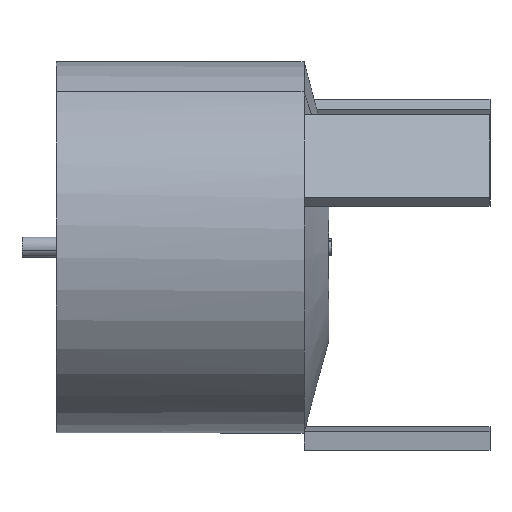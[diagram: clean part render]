
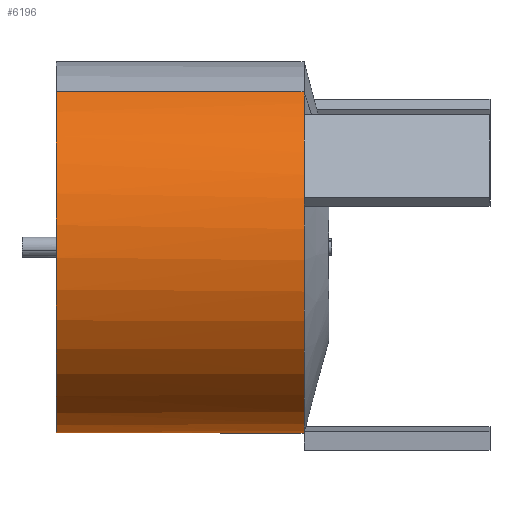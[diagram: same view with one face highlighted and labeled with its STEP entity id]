
A CAD part, left-side view. The second image highlights one B-rep face of the part: STEP entity #6196.
In plain terms, the highlighted cylindrical face has radius 599.437 mm (diameter 1198.87 mm), a partial arc.
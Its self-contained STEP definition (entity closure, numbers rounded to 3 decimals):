
#63 = CARTESIAN_POINT ( 'NONE',  ( 80.234, 0., 0. ) ) ;
#184 = DIRECTION ( 'NONE',  ( 0., -1., 0. ) ) ;
#335 = EDGE_CURVE ( 'NONE', #8502, #596, #3329, .T. ) ;
#409 = ORIENTED_EDGE ( 'NONE', *, *, #2220, .F. ) ;
#574 = VERTEX_POINT ( 'NONE', #5523 ) ;
#596 = VERTEX_POINT ( 'NONE', #925 ) ;
#925 = CARTESIAN_POINT ( 'NONE',  ( 80.234, 599.437, 0. ) ) ;
#1362 = CIRCLE ( 'NONE', #5029, 599.437 ) ;
#1554 = CARTESIAN_POINT ( 'NONE',  ( 0., 0., 0. ) ) ;
#1890 = CARTESIAN_POINT ( 'NONE',  ( 80.234, 0., 0. ) ) ;
#2220 = EDGE_CURVE ( 'NONE', #13937, #8640, #12604, .T. ) ;
#2324 = DIRECTION ( 'NONE',  ( 0., -1., 0. ) ) ;
#2343 = AXIS2_PLACEMENT_3D ( 'NONE', #18356, #18262, #11121 ) ;
#2400 = DIRECTION ( 'NONE',  ( -1., 0., 0. ) ) ;
#2422 = AXIS2_PLACEMENT_3D ( 'NONE', #10091, #2400, #4206 ) ;
#3329 = LINE ( 'NONE', #9290, #8244 ) ;
#3782 = CARTESIAN_POINT ( 'NONE',  ( 80.234, 448.766, -397.409 ) ) ;
#4199 = VECTOR ( 'NONE', #18778, 1000. ) ;
#4206 = DIRECTION ( 'NONE',  ( 0., -1., 0. ) ) ;
#4476 = DIRECTION ( 'NONE',  ( 0., -1., 0. ) ) ;
#4914 = CARTESIAN_POINT ( 'NONE',  ( 880.234, 0., 0. ) ) ;
#5029 = AXIS2_PLACEMENT_3D ( 'NONE', #4914, #5818, #14608 ) ;
#5359 = CARTESIAN_POINT ( 'NONE',  ( 80.234, 568.549, -189.939 ) ) ;
#5523 = CARTESIAN_POINT ( 'NONE',  ( 80.234, -599.437, 0. ) ) ;
#5818 = DIRECTION ( 'NONE',  ( -1., 0., 0. ) ) ;
#5820 = VERTEX_POINT ( 'NONE', #3782 ) ;
#5926 = ORIENTED_EDGE ( 'NONE', *, *, #335, .F. ) ;
#5952 = DIRECTION ( 'NONE',  ( -1., 0., 0. ) ) ;
#6148 = FACE_OUTER_BOUND ( 'NONE', #18577, .T. ) ;
#6196 = ADVANCED_FACE ( 'NONE', ( #6148 ), #10491, .T. ) ;
#7397 = ORIENTED_EDGE ( 'NONE', *, *, #15020, .F. ) ;
#7986 = EDGE_CURVE ( 'NONE', #596, #10686, #12196, .T. ) ;
#8044 = CIRCLE ( 'NONE', #9888, 599.437 ) ;
#8244 = VECTOR ( 'NONE', #12303, 1000. ) ;
#8502 = VERTEX_POINT ( 'NONE', #14548 ) ;
#8528 = ORIENTED_EDGE ( 'NONE', *, *, #18231, .F. ) ;
#8555 = CARTESIAN_POINT ( 'NONE',  ( 80.234, 0., 0. ) ) ;
#8640 = VERTEX_POINT ( 'NONE', #10187 ) ;
#8914 = LINE ( 'NONE', #12893, #4199 ) ;
#8951 = AXIS2_PLACEMENT_3D ( 'NONE', #63, #11816, #4476 ) ;
#9273 = ORIENTED_EDGE ( 'NONE', *, *, #13383, .T. ) ;
#9290 = CARTESIAN_POINT ( 'NONE',  ( 0., 599.437, 0. ) ) ;
#9888 = AXIS2_PLACEMENT_3D ( 'NONE', #1890, #16437, #13753 ) ;
#10091 = CARTESIAN_POINT ( 'NONE',  ( 80.234, 0., 0. ) ) ;
#10187 = CARTESIAN_POINT ( 'NONE',  ( 80.234, -568.549, -189.939 ) ) ;
#10491 = CYLINDRICAL_SURFACE ( 'NONE', #19037, 599.437 ) ;
#10686 = VERTEX_POINT ( 'NONE', #5359 ) ;
#11121 = DIRECTION ( 'NONE',  ( 0., -1., 0. ) ) ;
#11735 = CIRCLE ( 'NONE', #8951, 599.437 ) ;
#11816 = DIRECTION ( 'NONE',  ( -1., 0., 0. ) ) ;
#12196 = CIRCLE ( 'NONE', #2343, 599.437 ) ;
#12303 = DIRECTION ( 'NONE',  ( -1., 0., 0. ) ) ;
#12604 = CIRCLE ( 'NONE', #2422, 599.437 ) ;
#12779 = AXIS2_PLACEMENT_3D ( 'NONE', #8555, #12910, #2324 ) ;
#12893 = CARTESIAN_POINT ( 'NONE',  ( 0., -599.437, 0. ) ) ;
#12910 = DIRECTION ( 'NONE',  ( -1., 0., 0. ) ) ;
#13383 = EDGE_CURVE ( 'NONE', #8502, #15718, #1362, .T. ) ;
#13454 = ORIENTED_EDGE ( 'NONE', *, *, #7986, .F. ) ;
#13753 = DIRECTION ( 'NONE',  ( 0., -1., 0. ) ) ;
#13937 = VERTEX_POINT ( 'NONE', #14347 ) ;
#14347 = CARTESIAN_POINT ( 'NONE',  ( 80.234, -448.766, -397.409 ) ) ;
#14548 = CARTESIAN_POINT ( 'NONE',  ( 880.234, 599.437, 0. ) ) ;
#14608 = DIRECTION ( 'NONE',  ( 0., -1., 0. ) ) ;
#15020 = EDGE_CURVE ( 'NONE', #10686, #5820, #18928, .T. ) ;
#15021 = ORIENTED_EDGE ( 'NONE', *, *, #17029, .T. ) ;
#15278 = CARTESIAN_POINT ( 'NONE',  ( 880.234, -599.437, 0. ) ) ;
#15718 = VERTEX_POINT ( 'NONE', #15278 ) ;
#16203 = ORIENTED_EDGE ( 'NONE', *, *, #18074, .F. ) ;
#16437 = DIRECTION ( 'NONE',  ( -1., 0., 0. ) ) ;
#17029 = EDGE_CURVE ( 'NONE', #15718, #574, #8914, .T. ) ;
#18074 = EDGE_CURVE ( 'NONE', #8640, #574, #11735, .T. ) ;
#18231 = EDGE_CURVE ( 'NONE', #5820, #13937, #8044, .T. ) ;
#18262 = DIRECTION ( 'NONE',  ( -1., 0., 0. ) ) ;
#18356 = CARTESIAN_POINT ( 'NONE',  ( 80.234, 0., 0. ) ) ;
#18577 = EDGE_LOOP ( 'NONE', ( #5926, #9273, #15021, #16203, #409, #8528, #7397, #13454 ) ) ;
#18778 = DIRECTION ( 'NONE',  ( -1., 0., 0. ) ) ;
#18928 = CIRCLE ( 'NONE', #12779, 599.437 ) ;
#19037 = AXIS2_PLACEMENT_3D ( 'NONE', #1554, #5952, #184 ) ;
